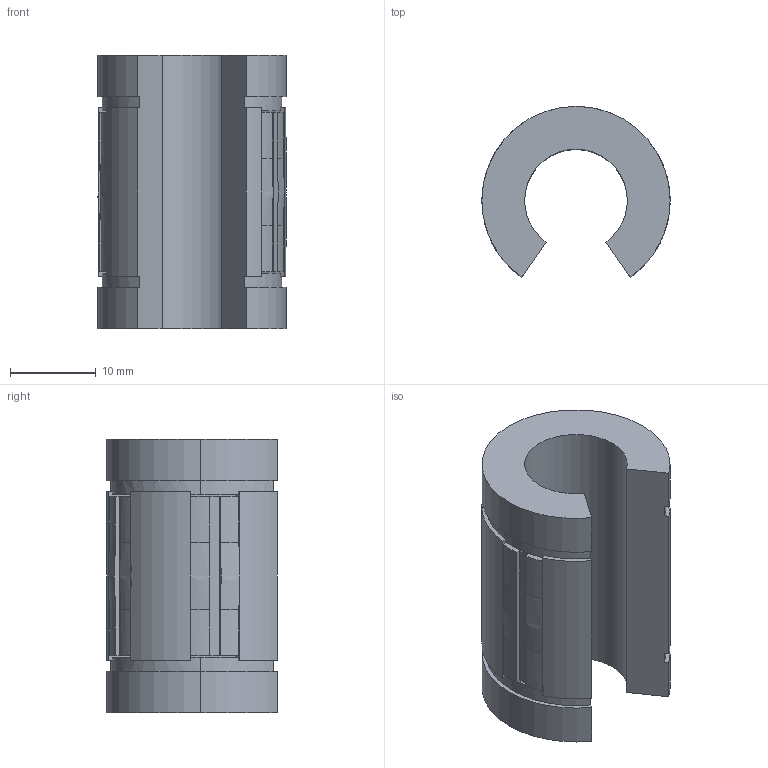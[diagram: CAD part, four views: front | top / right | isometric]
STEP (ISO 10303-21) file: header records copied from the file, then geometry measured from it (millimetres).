
FILE_DESCRIPTION (( 'STEP AP214' ), '1' );
FILE_NAME ('Danaher-SPM OPN BEARING SIZE_SPM 12 OPN_.step', '2009-11-09T09:00:06', ( 'sysAdmin' ), ( 'SolidWorks' ), 'SwSTEP 2.0', 'SolidWorks 2009', '' );
FILE_SCHEMA (( 'AUTOMOTIVE_DESIGN' ));
Length unit declared in the file: millimetre
Products named in the file (1): Danaher-SPM OPN BEARING SIZE_SPM 12 OPN_
Bounding box: 22 x 19.97 x 32 mm (x, y, z)
Volume: 6660.5 mm3; surface area: 3933.3 mm2
Topology: 1 solids, 1 shells, 107 faces, 312 edges, 208 vertices
Faces by surface type: plane 61, cylinder 30, bspline 16
Entity records: 4256 total; most frequent: CARTESIAN_POINT 998, ORIENTED_EDGE 624, DIRECTION 528, EDGE_CURVE 312, VERTEX_POINT 208, VECTOR 196, LINE 196, AXIS2_PLACEMENT_3D 166
